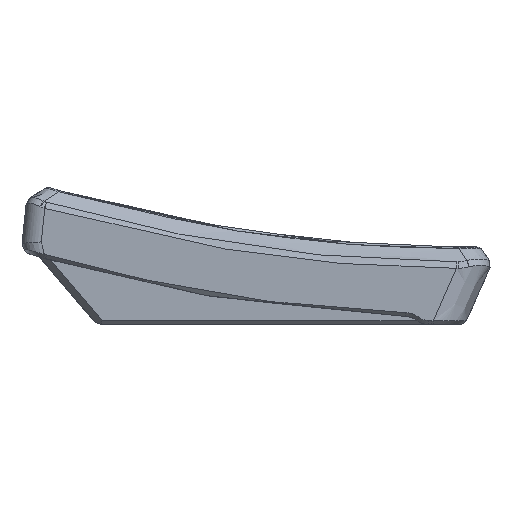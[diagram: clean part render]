
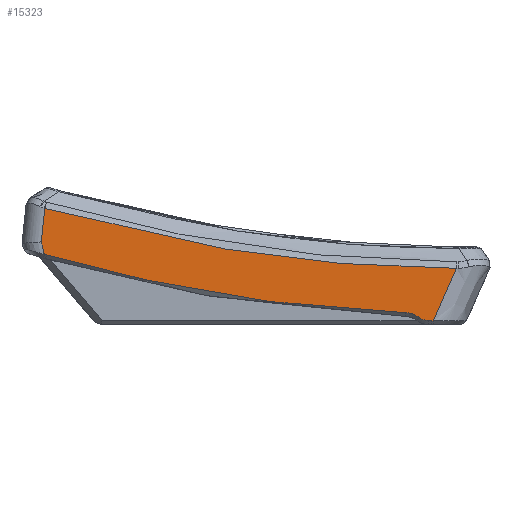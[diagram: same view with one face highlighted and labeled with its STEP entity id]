
A CAD part, left-side view. The second image highlights one B-rep face of the part: STEP entity #15323.
In plain terms, the highlighted planar face has unit normal (-1, 0, 0).
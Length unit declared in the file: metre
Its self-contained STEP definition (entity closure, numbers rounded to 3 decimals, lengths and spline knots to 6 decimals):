
#1837=B_SPLINE_CURVE_WITH_KNOTS('',3,(#34898,#34899,#34900,#34901,#34902,
#34903),.UNSPECIFIED.,.F.,.F.,(4,1,1,4),(0.847534,5.561841,
8.704712,11.847583),.UNSPECIFIED.);
#1840=B_SPLINE_CURVE_WITH_KNOTS('',3,(#34957,#34958,#34959,#34960),
 .UNSPECIFIED.,.F.,.F.,(4,4),(0.975268,2.478155),
 .UNSPECIFIED.);
#1846=B_SPLINE_CURVE_WITH_KNOTS('',3,(#35047,#35048,#35049,#35050),
 .UNSPECIFIED.,.F.,.F.,(4,4),(0.,0.331107),
 .UNSPECIFIED.);
#1860=B_SPLINE_CURVE_WITH_KNOTS('',3,(#35237,#35238,#35239,#35240),
 .UNSPECIFIED.,.F.,.F.,(4,4),(-0.387037,-0.050021),
 .UNSPECIFIED.);
#1861=B_SPLINE_CURVE_WITH_KNOTS('',3,(#35243,#35244,#35245,#35246),
 .UNSPECIFIED.,.F.,.F.,(4,4),(-0.043968,0.),.UNSPECIFIED.);
#1862=B_SPLINE_CURVE_WITH_KNOTS('',3,(#35248,#35249,#35250,#35251),
 .UNSPECIFIED.,.F.,.F.,(4,4),(-0.846896,-0.790184),
 .UNSPECIFIED.);
#1863=B_SPLINE_CURVE_WITH_KNOTS('',3,(#35253,#35254,#35255,#35256),
 .UNSPECIFIED.,.F.,.F.,(4,4),(10.539138,57.8852),
 .UNSPECIFIED.);
#1864=B_SPLINE_CURVE_WITH_KNOTS('',3,(#35257,#35258,#35259,#35260),
 .UNSPECIFIED.,.F.,.F.,(4,4),(0.146742,0.461728),
 .UNSPECIFIED.);
#2074=PLANE('',#15731);
#2887=FACE_OUTER_BOUND('',#3780,.T.);
#3780=EDGE_LOOP('',(#14212,#14213,#14214,#14215,#14216,#14217,#14218,#14219,
#14220,#14221));
#4745=LINE('',#34873,#5723);
#4756=LINE('',#35261,#5734);
#5723=VECTOR('',#17351,0.01);
#5734=VECTOR('',#17392,0.01);
#7339=VERTEX_POINT('',#34431);
#7349=VERTEX_POINT('',#34487);
#7365=VERTEX_POINT('',#34847);
#7375=VERTEX_POINT('',#34946);
#7378=VERTEX_POINT('',#35038);
#7380=VERTEX_POINT('',#35045);
#7395=VERTEX_POINT('',#35230);
#7396=VERTEX_POINT('',#35242);
#7397=VERTEX_POINT('',#35247);
#7398=VERTEX_POINT('',#35252);
#9641=EDGE_CURVE('',#7365,#7339,#4745,.T.);
#9642=EDGE_CURVE('',#7339,#7349,#1837,.T.);
#9653=EDGE_CURVE('',#7349,#7375,#1840,.T.);
#9661=EDGE_CURVE('',#7380,#7378,#1846,.T.);
#9683=EDGE_CURVE('',#7395,#7365,#1860,.T.);
#9684=EDGE_CURVE('',#7375,#7396,#1861,.T.);
#9685=EDGE_CURVE('',#7397,#7395,#1862,.T.);
#9686=EDGE_CURVE('',#7398,#7397,#1863,.T.);
#9687=EDGE_CURVE('',#7378,#7398,#1864,.T.);
#9688=EDGE_CURVE('',#7396,#7380,#4756,.T.);
#14212=ORIENTED_EDGE('',*,*,#9684,.F.);
#14213=ORIENTED_EDGE('',*,*,#9653,.F.);
#14214=ORIENTED_EDGE('',*,*,#9642,.F.);
#14215=ORIENTED_EDGE('',*,*,#9641,.F.);
#14216=ORIENTED_EDGE('',*,*,#9683,.F.);
#14217=ORIENTED_EDGE('',*,*,#9685,.F.);
#14218=ORIENTED_EDGE('',*,*,#9686,.F.);
#14219=ORIENTED_EDGE('',*,*,#9687,.F.);
#14220=ORIENTED_EDGE('',*,*,#9661,.F.);
#14221=ORIENTED_EDGE('',*,*,#9688,.F.);
#15323=ADVANCED_FACE('',(#2887),#2074,.T.);
#15731=AXIS2_PLACEMENT_3D('',#35241,#17390,#17391);
#17351=DIRECTION('',(0.,-0.105,0.995));
#17390=DIRECTION('center_axis',(-1.,0.,0.));
#17391=DIRECTION('ref_axis',(0.,-0.105,0.995));
#17392=DIRECTION('',(0.,1.,0.));
#34431=CARTESIAN_POINT('',(-0.15385,0.056263,0.040031));
#34487=CARTESIAN_POINT('',(-0.15385,-0.051896,0.024274));
#34847=CARTESIAN_POINT('',(-0.15385,0.057189,0.031218));
#34873=CARTESIAN_POINT('',(-0.15385,0.058339,0.020278));
#34898=CARTESIAN_POINT('Ctrl Pts',(-0.15385,0.056263,0.040031));
#34899=CARTESIAN_POINT('Ctrl Pts',(-0.15385,0.041169,0.035742));
#34900=CARTESIAN_POINT('Ctrl Pts',(-0.15385,0.015858,0.029889));
#34901=CARTESIAN_POINT('Ctrl Pts',(-0.15385,-0.020589,0.025174));
#34902=CARTESIAN_POINT('Ctrl Pts',(-0.15385,-0.041466,0.024258));
#34903=CARTESIAN_POINT('Ctrl Pts',(-0.15385,-0.051896,0.024274));
#34946=CARTESIAN_POINT('',(-0.15385,-0.045846,0.010517));
#34957=CARTESIAN_POINT('Ctrl Pts',(-0.15385,-0.051896,0.024274));
#34958=CARTESIAN_POINT('Ctrl Pts',(-0.15385,-0.049879,0.019688));
#34959=CARTESIAN_POINT('Ctrl Pts',(-0.15385,-0.047862,0.015102));
#34960=CARTESIAN_POINT('Ctrl Pts',(-0.15385,-0.045846,0.010517));
#35038=CARTESIAN_POINT('',(-0.15385,-0.042112,0.011359));
#35045=CARTESIAN_POINT('',(-0.15385,-0.044567,0.010517));
#35047=CARTESIAN_POINT('Ctrl Pts',(-0.15385,-0.044567,0.010517));
#35048=CARTESIAN_POINT('Ctrl Pts',(-0.15385,-0.043684,0.010517));
#35049=CARTESIAN_POINT('Ctrl Pts',(-0.15385,-0.042809,0.010817));
#35050=CARTESIAN_POINT('Ctrl Pts',(-0.15385,-0.042112,0.011359));
#35230=CARTESIAN_POINT('',(-0.15385,0.05638,0.027946));
#35237=CARTESIAN_POINT('Ctrl Pts',(-0.15385,0.05638,0.027946));
#35238=CARTESIAN_POINT('Ctrl Pts',(-0.15385,0.05665,0.029037));
#35239=CARTESIAN_POINT('Ctrl Pts',(-0.15385,0.056919,0.030127));
#35240=CARTESIAN_POINT('Ctrl Pts',(-0.15385,0.057189,0.031218));
#35241=CARTESIAN_POINT('Origin',(-0.15385,-0.000346,0.005755));
#35242=CARTESIAN_POINT('',(-0.15385,-0.045406,0.010517));
#35243=CARTESIAN_POINT('Ctrl Pts',(-0.15385,-0.045846,0.010517));
#35244=CARTESIAN_POINT('Ctrl Pts',(-0.15385,-0.045699,0.010517));
#35245=CARTESIAN_POINT('Ctrl Pts',(-0.15385,-0.045552,0.010517));
#35246=CARTESIAN_POINT('Ctrl Pts',(-0.15385,-0.045406,0.010517));
#35247=CARTESIAN_POINT('',(-0.15385,0.055832,0.027791));
#35248=CARTESIAN_POINT('Ctrl Pts',(-0.15385,0.055832,0.027791));
#35249=CARTESIAN_POINT('Ctrl Pts',(-0.15385,0.056014,0.027843));
#35250=CARTESIAN_POINT('Ctrl Pts',(-0.15385,0.056197,0.027894));
#35251=CARTESIAN_POINT('Ctrl Pts',(-0.15385,0.05638,0.027946));
#35252=CARTESIAN_POINT('',(-0.15385,-0.038621,0.012618));
#35253=CARTESIAN_POINT('Ctrl Pts',(-0.15385,-0.038621,0.012618));
#35254=CARTESIAN_POINT('Ctrl Pts',(-0.15385,-0.001149,0.013807));
#35255=CARTESIAN_POINT('Ctrl Pts',(-0.15385,0.031484,0.020905));
#35256=CARTESIAN_POINT('Ctrl Pts',(-0.15385,0.055832,0.027791));
#35257=CARTESIAN_POINT('Ctrl Pts',(-0.15385,-0.042112,0.011359));
#35258=CARTESIAN_POINT('Ctrl Pts',(-0.15385,-0.041121,0.012129));
#35259=CARTESIAN_POINT('Ctrl Pts',(-0.15385,-0.03988,0.012578));
#35260=CARTESIAN_POINT('Ctrl Pts',(-0.15385,-0.038621,0.012618));
#35261=CARTESIAN_POINT('',(-0.15385,-0.02659,0.010517));
